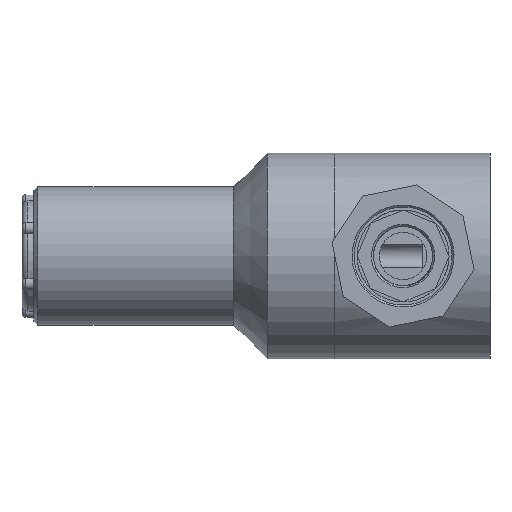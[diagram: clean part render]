
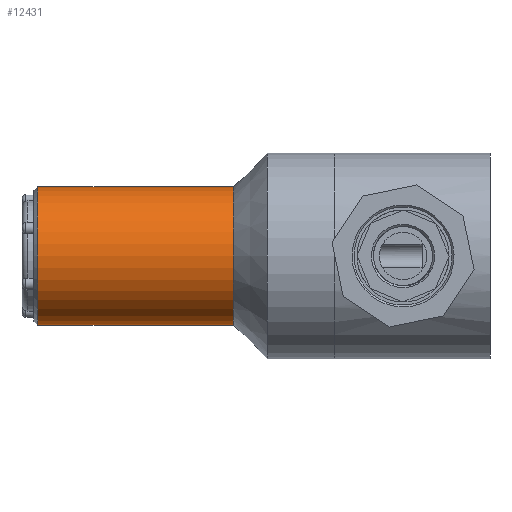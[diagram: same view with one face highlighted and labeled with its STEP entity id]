
A CAD part, left-side view. The second image highlights one B-rep face of the part: STEP entity #12431.
In plain terms, the highlighted cylindrical face has radius 17.5 mm (diameter 35 mm), a full revolution.
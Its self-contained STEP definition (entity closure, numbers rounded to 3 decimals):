
#168 = CARTESIAN_POINT ( 'NONE',  ( -22.915, 19.337, 0. ) ) ;
#240 = DIRECTION ( 'NONE',  ( 0., 1., 0. ) ) ;
#860 = VERTEX_POINT ( 'NONE', #5144 ) ;
#1117 = CIRCLE ( 'NONE', #14159, 17.5 ) ;
#1421 = AXIS2_PLACEMENT_3D ( 'NONE', #10952, #8810, #7747 ) ;
#1518 = CYLINDRICAL_SURFACE ( 'NONE', #8015, 17.5 ) ;
#1780 = CARTESIAN_POINT ( 'NONE',  ( -22.915, 18.337, 0. ) ) ;
#3311 = EDGE_LOOP ( 'NONE', ( #11309 ) ) ;
#3601 = EDGE_CURVE ( 'NONE', #860, #860, #4405, .T. ) ;
#4405 = CIRCLE ( 'NONE', #1421, 17.5 ) ;
#5144 = CARTESIAN_POINT ( 'NONE',  ( -40.415, -31.163, 0. ) ) ;
#5428 = CARTESIAN_POINT ( 'NONE',  ( -22.915, 18.337, 17.5 ) ) ;
#6085 = DIRECTION ( 'NONE',  ( 0., -1., 0. ) ) ;
#7363 = EDGE_CURVE ( 'NONE', #7670, #7670, #1117, .T. ) ;
#7625 = EDGE_LOOP ( 'NONE', ( #7709 ) ) ;
#7670 = VERTEX_POINT ( 'NONE', #5428 ) ;
#7709 = ORIENTED_EDGE ( 'NONE', *, *, #3601, .T. ) ;
#7747 = DIRECTION ( 'NONE',  ( -1., 0., 0. ) ) ;
#7918 = DIRECTION ( 'NONE',  ( -1., 0., 0. ) ) ;
#7982 = FACE_OUTER_BOUND ( 'NONE', #7625, .T. ) ;
#8015 = AXIS2_PLACEMENT_3D ( 'NONE', #168, #240, #7918 ) ;
#8810 = DIRECTION ( 'NONE',  ( 0., 1., 0. ) ) ;
#9177 = DIRECTION ( 'NONE',  ( 0., 0., 1. ) ) ;
#10952 = CARTESIAN_POINT ( 'NONE',  ( -22.915, -31.163, 0. ) ) ;
#11309 = ORIENTED_EDGE ( 'NONE', *, *, #7363, .T. ) ;
#11337 = FACE_OUTER_BOUND ( 'NONE', #3311, .T. ) ;
#12431 = ADVANCED_FACE ( 'NONE', ( #11337, #7982 ), #1518, .T. ) ;
#14159 = AXIS2_PLACEMENT_3D ( 'NONE', #1780, #6085, #9177 ) ;
